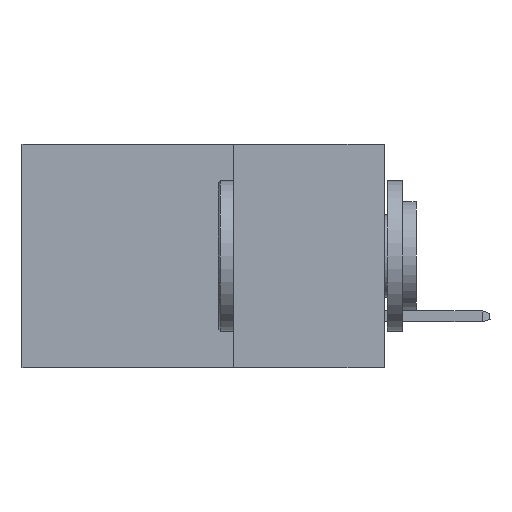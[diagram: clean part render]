
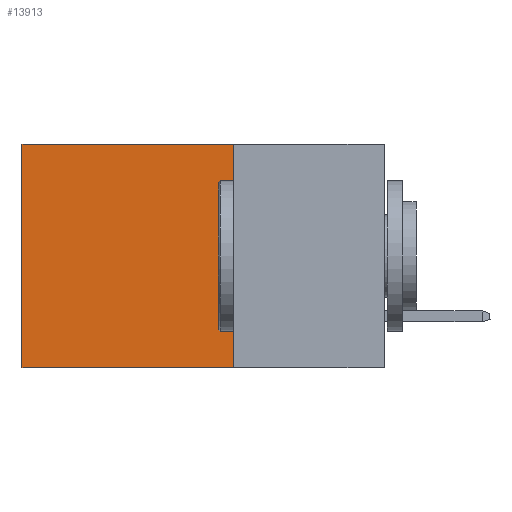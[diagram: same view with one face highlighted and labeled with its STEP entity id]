
A CAD part, left-side view. The second image highlights one B-rep face of the part: STEP entity #13913.
In plain terms, the highlighted planar face has unit normal (-1, 0, 0).
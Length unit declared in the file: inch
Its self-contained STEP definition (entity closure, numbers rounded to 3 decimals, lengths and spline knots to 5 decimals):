
#473 = CARTESIAN_POINT ( 'NONE',  ( 0.298, 0.25, 0. ) ) ;
#956 = VERTEX_POINT ( 'NONE', #27003 ) ;
#2272 = LINE ( 'NONE', #30198, #21546 ) ;
#3110 = DIRECTION ( 'NONE',  ( 0., 1., 0. ) ) ;
#3797 = CARTESIAN_POINT ( 'NONE',  ( 0.298, 0.6, 0. ) ) ;
#4675 = VECTOR ( 'NONE', #26067, 39.37008 ) ;
#5377 = EDGE_CURVE ( 'NONE', #10371, #12054, #12444, .T. ) ;
#5590 = ORIENTED_EDGE ( 'NONE', *, *, #11489, .T. ) ;
#6815 = VERTEX_POINT ( 'NONE', #16346 ) ;
#7216 = ORIENTED_EDGE ( 'NONE', *, *, #20780, .F. ) ;
#10371 = VERTEX_POINT ( 'NONE', #12535 ) ;
#10443 = CARTESIAN_POINT ( 'NONE',  ( 0.298, 0.25, 0. ) ) ;
#11151 = DIRECTION ( 'NONE',  ( 1., 0., 0. ) ) ;
#11341 = PLANE ( 'NONE',  #11449 ) ;
#11449 = AXIS2_PLACEMENT_3D ( 'NONE', #16035, #11151, #30129 ) ;
#11489 = EDGE_CURVE ( 'NONE', #12054, #6815, #2272, .T. ) ;
#11755 = ORIENTED_EDGE ( 'NONE', *, *, #5377, .T. ) ;
#12054 = VERTEX_POINT ( 'NONE', #3797 ) ;
#12444 = LINE ( 'NONE', #473, #4675 ) ;
#12535 = CARTESIAN_POINT ( 'NONE',  ( 0.298, 0.25, 0. ) ) ;
#13913 = ADVANCED_FACE ( 'NONE', ( #26189 ), #11341, .F. ) ;
#14580 = VECTOR ( 'NONE', #22245, 39.37008 ) ;
#16035 = CARTESIAN_POINT ( 'NONE',  ( 0.298, 0.25, 0. ) ) ;
#16346 = CARTESIAN_POINT ( 'NONE',  ( 0.298, 0.6, -0.37 ) ) ;
#17613 = CARTESIAN_POINT ( 'NONE',  ( 0.298, 0.25, -0.37 ) ) ;
#17810 = EDGE_CURVE ( 'NONE', #10371, #956, #27193, .T. ) ;
#20780 = EDGE_CURVE ( 'NONE', #956, #6815, #30018, .T. ) ;
#21135 = EDGE_LOOP ( 'NONE', ( #5590, #7216, #22898, #11755 ) ) ;
#21453 = VECTOR ( 'NONE', #3110, 39.37008 ) ;
#21546 = VECTOR ( 'NONE', #30094, 39.37008 ) ;
#22245 = DIRECTION ( 'NONE',  ( 0., 0., -1. ) ) ;
#22898 = ORIENTED_EDGE ( 'NONE', *, *, #17810, .F. ) ;
#26067 = DIRECTION ( 'NONE',  ( 0., 1., 0. ) ) ;
#26189 = FACE_OUTER_BOUND ( 'NONE', #21135, .T. ) ;
#27003 = CARTESIAN_POINT ( 'NONE',  ( 0.298, 0.25, -0.37 ) ) ;
#27193 = LINE ( 'NONE', #10443, #14580 ) ;
#30018 = LINE ( 'NONE', #17613, #21453 ) ;
#30094 = DIRECTION ( 'NONE',  ( 0., 0., -1. ) ) ;
#30129 = DIRECTION ( 'NONE',  ( 0., 0., -1. ) ) ;
#30198 = CARTESIAN_POINT ( 'NONE',  ( 0.298, 0.6, 0. ) ) ;
